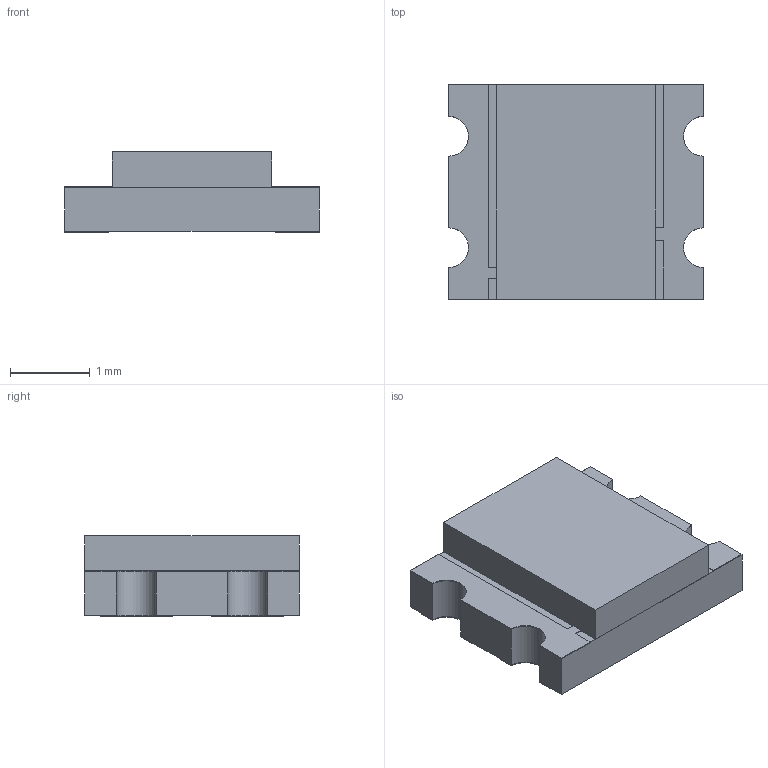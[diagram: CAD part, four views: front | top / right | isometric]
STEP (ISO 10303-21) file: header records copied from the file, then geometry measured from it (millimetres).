
FILE_DESCRIPTION(/* description */ ('STEP AP242','CAx-IF Rec.Pracs.---Representation and Presentation of Product Manufacturing Information (PMI)---4.0---2014-10-13','CAx-IF Rec.Pracs.---3D Tessellated Geometry---0.4---2014-09-14','2;1'),/* implementation_level */ '2;1');
FILE_NAME(/* name */ '664760bb21f46223373a157f',/* time_stamp */ '2024-05-17T13:50:52Z',/* author */ (''),/* organization */ (''),/* preprocessor_version */ 'ST-DEVELOPER v20',/* originating_system */ ' ',/* authorisation */ ' ');
FILE_SCHEMA (('AP242_MANAGED_MODEL_BASED_3D_ENGINEERING_MIM_LF { 1 0 10303 442 1 1 4 }'));
Length unit declared in the file: metre
Products named in the file (9): photo cell; base; lens; pad1; pad2; pad3; pad4; top trace left; top trace right
Bounding box: 3.2 x 2.7 x 1.01 mm (x, y, z)
Volume: 7 mm3; surface area: 58.6 mm2
Topology: 9 solids, 9 shells, 103 faces, 252 edges, 168 vertices
Faces by surface type: plane 91, cylinder 12
Entity records: 3217 total; most frequent: CARTESIAN_POINT 532, ORIENTED_EDGE 504, DIRECTION 500, EDGE_CURVE 252, LINE 228, VECTOR 228, VERTEX_POINT 168, AXIS2_PLACEMENT_3D 136
